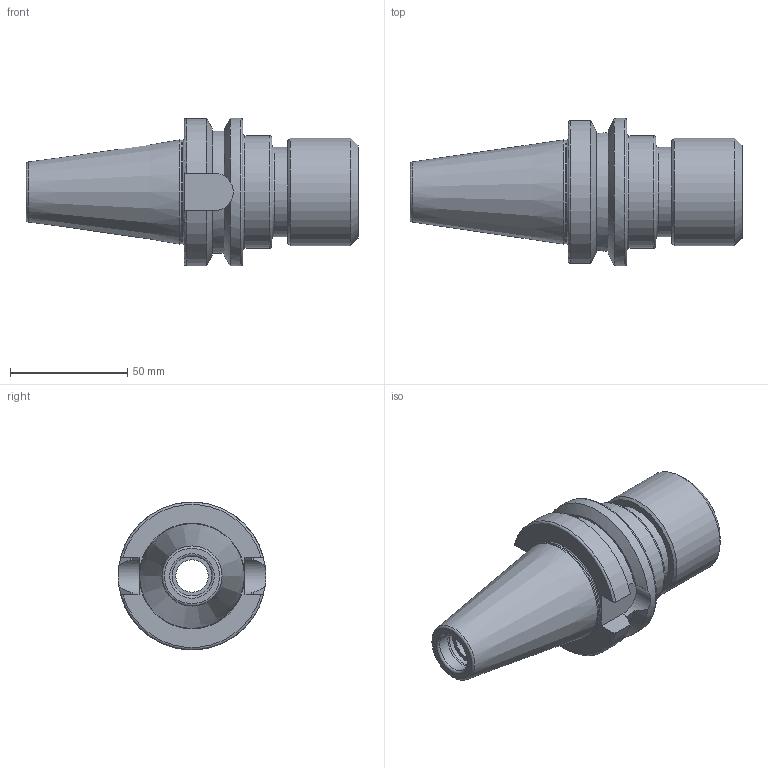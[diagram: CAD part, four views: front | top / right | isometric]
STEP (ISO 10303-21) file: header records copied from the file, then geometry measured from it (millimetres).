
FILE_DESCRIPTION(/* description */ (''),/* implementation_level */ '2;1');
FILE_NAME(/* name */ 'VH012.stp',/* time_stamp */ '2023-06-29T12:00:53+09:00',/* author */ ('YSH'),/* organization */ (''),/* preprocessor_version */ 'ST-DEVELOPER v18.1',/* originating_system */ 'Autodesk Inventor 2022',/* authorisation */ '');
FILE_SCHEMA (('AUTOMOTIVE_DESIGN { 1 0 10303 214 3 1 1 }'));
Length unit declared in the file: millimetre
Products named in the file (3): BT40-TG75-76.2; LO-BT40-TG75-76.2; TG75 NUT
Assembly tree (2 placements, depth 2):
  BT40-TG75-76.2
    LO-BT40-TG75-76.2
    TG75 NUT
Bounding box: 141.6 x 63 x 63 mm (x, y, z)
Volume: 166237.1 mm3; surface area: 39564 mm2
Topology: 2 solids, 2 shells, 61 faces, 143 edges, 93 vertices
Faces by surface type: plane 21, cylinder 18, cone 13, torus 9
Full cylindrical faces by diameter (mm): 13.835 x1, 17 x1, 17.6 x1, 18.923 x1, 23 x1, 26.67 x1, 38.1 x2, 44 x1, 46 x1, 48 x1, 63 x1
Entity records: 1976 total; most frequent: CARTESIAN_POINT 405, DIRECTION 329, ORIENTED_EDGE 286, EDGE_CURVE 143, AXIS2_PLACEMENT_3D 139, VERTEX_POINT 93, CIRCLE 73, EDGE_LOOP 72
